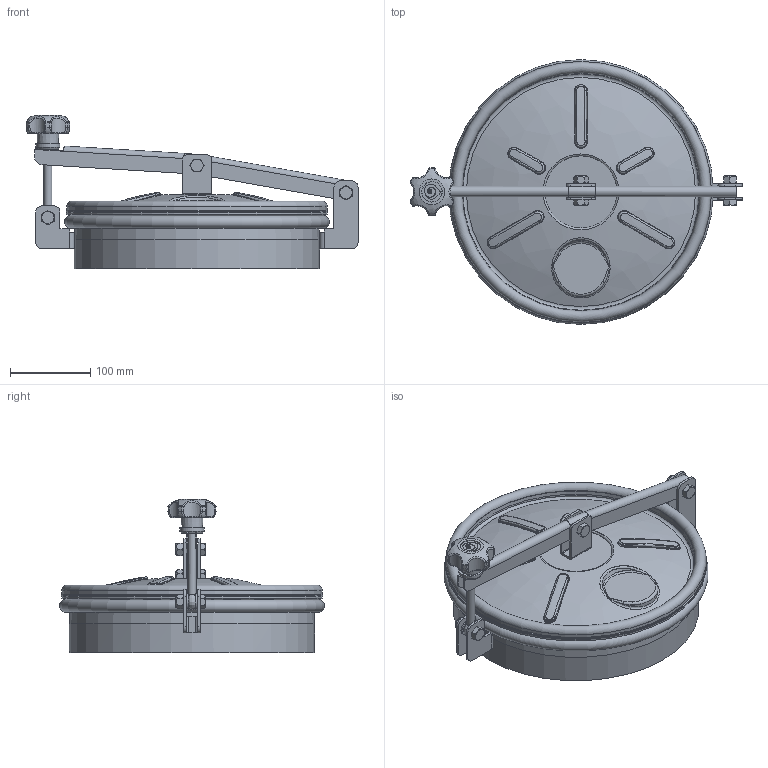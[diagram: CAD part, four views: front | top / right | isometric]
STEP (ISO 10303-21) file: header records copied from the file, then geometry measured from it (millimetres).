
FILE_DESCRIPTION( ( 'Unknown' ), '1' );
FILE_NAME( 'FA37E6000 MOD 240 rev 02.stp', 'Unknown', ( 'Unknown' ), ( 'Unknown' ), 'PSStep 16.0.42', 'Unknown', ' ' );
FILE_SCHEMA( ( 'AUTOMOTIVE_DESIGN { 1 0 10303 214 1 1 1 1 }' ) );
Length unit declared in the file: millimetre
Products named in the file (20): 94160 rev 0; 94160_1 rev 0; 94160 c_rond; 97057; 7CA3700 rev 01; 81020; 8AS209 rev 01; 7TA3700-3 rev 01; 81044; 81049; 8AL51-57 rev 01; Assem1; 97003; 91001 rev 01; 9647 assieme; 95206; 95012; 71025 rev 02; 97321
Assembly tree (24 placements, depth 4):
  Assem1
    97003  x2
    91001 rev 01
    9647 assieme
    95206  x3
    95012  x3
    71025 rev 02
    97321
    94160 c_rond
      97057
      94160 rev 0
        94160 rev 0
        94160_1 rev 0
    7CA3700 rev 01
      81020
      8AS209 rev 01
    7TA3700-3 rev 01
      81044
      81049
      8AL51-57 rev 01
Bounding box: 414.34 x 330.49 x 191 mm (x, y, z)
Volume: 656480.5 mm3; surface area: 564264.8 mm2
Topology: 20 solids, 20 shells, 1067 faces, 2833 edges, 1825 vertices
Faces by surface type: plane 521, cylinder 276, bspline 146, torus 59, cone 47, sphere 18
Full cylindrical faces by diameter (mm): 8.376 x1, 8.5 x3, 9.598 x1, 10 x4, 10.2 x2, 10.25 x4, 10.5 x7, 12.09 x3, 12.5 x1, 15.5 x2, 17 x1, 17.5 x1, 18 x1, 18.3 x1, 19 x1, 19.8 x1, 20 x4, 25 x1, 25.7 x1, 30 x1, 90 x1, 92.4 x1, 297 x1, 299.4 x1, 302 x1, 306 x1, 322.583 x1, 324.6 x1, 324.983 x1, 325.599 x1
Entity records: 82961 total; most frequent: CARTESIAN_POINT 51323, ORIENTED_EDGE 5050, DIRECTION 4627, EDGE_CURVE 2525, AXIS2_PLACEMENT_3D 1704, VERTEX_POINT 1684, LINE 1219, VECTOR 1219
